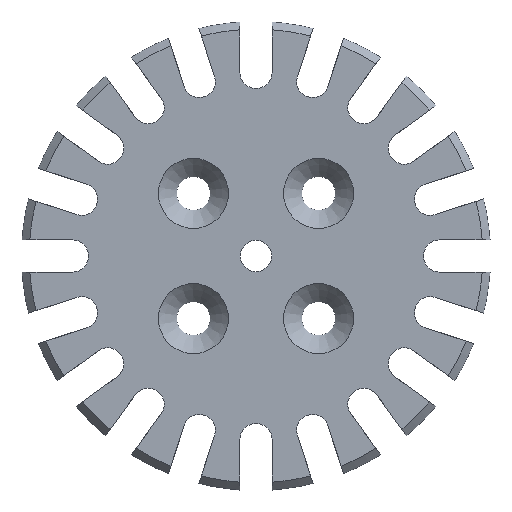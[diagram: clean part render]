
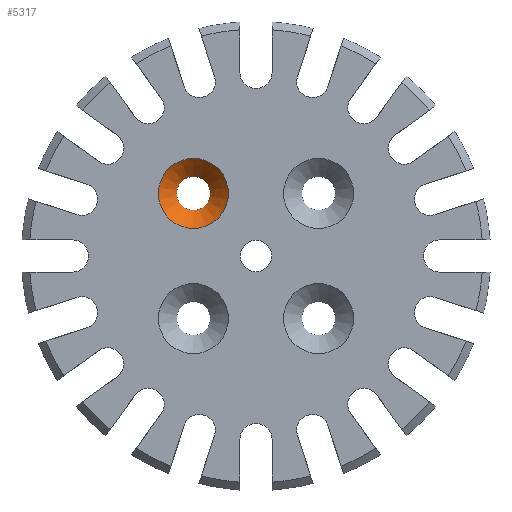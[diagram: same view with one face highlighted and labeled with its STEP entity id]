
A CAD part, front view. The second image highlights one B-rep face of the part: STEP entity #5317.
In plain terms, the highlighted conical face has half-angle 45 degrees and reference radius 4.48 mm.
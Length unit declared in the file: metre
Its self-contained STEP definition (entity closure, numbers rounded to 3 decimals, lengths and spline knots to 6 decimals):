
#12=CONICAL_SURFACE('',#5752,0.00448,0.785);
#2395=ORIENTED_EDGE('',*,*,#3599,.T.);
#2396=ORIENTED_EDGE('',*,*,#3560,.F.);
#3560=EDGE_CURVE('',#4201,#4201,#4383,.T.);
#3599=EDGE_CURVE('',#4213,#4213,#4407,.T.);
#4201=VERTEX_POINT('',#8696);
#4213=VERTEX_POINT('',#8760);
#4383=CIRCLE('',#5720,0.00448);
#4407=CIRCLE('',#5751,0.00215);
#4567=EDGE_LOOP('',(#2395));
#4568=EDGE_LOOP('',(#2396));
#4857=FACE_BOUND('',#4567,.T.);
#4858=FACE_BOUND('',#4568,.T.);
#5317=ADVANCED_FACE('',(#4857,#4858),#12,.F.);
#5720=AXIS2_PLACEMENT_3D('',#8695,#6877,#6878);
#5751=AXIS2_PLACEMENT_3D('',#8759,#6952,#6953);
#5752=AXIS2_PLACEMENT_3D('',#8761,#6954,#6955);
#6877=DIRECTION('',(0.,1.,0.));
#6878=DIRECTION('',(0.,0.,1.));
#6952=DIRECTION('',(0.,1.,0.));
#6953=DIRECTION('',(0.,0.,1.));
#6954=DIRECTION('',(0.,-1.,0.));
#6955=DIRECTION('',(0.,0.,-1.));
#8695=CARTESIAN_POINT('',(-0.008,-0.003,0.008));
#8696=CARTESIAN_POINT('',(-0.008,-0.003,0.01248));
#8759=CARTESIAN_POINT('',(-0.008,-0.00067,0.008));
#8760=CARTESIAN_POINT('',(-0.008,-0.00067,0.01015));
#8761=CARTESIAN_POINT('',(-0.008,-0.003,0.008));
